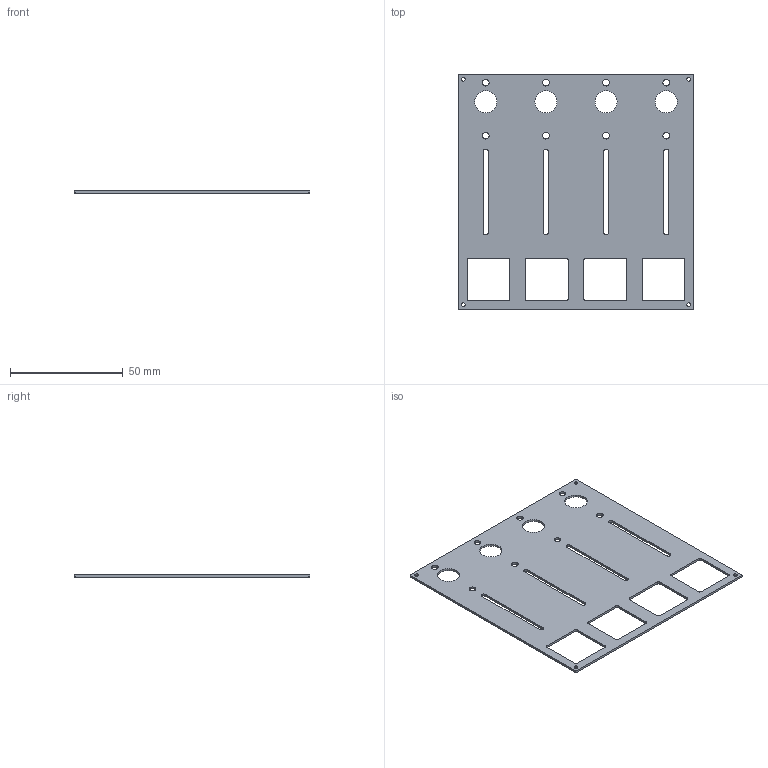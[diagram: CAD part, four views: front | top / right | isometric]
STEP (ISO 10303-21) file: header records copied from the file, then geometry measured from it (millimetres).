
FILE_DESCRIPTION(('KiCad electronic assembly'),'2;1');
FILE_NAME('PCBA-PBF4-FRONTPANEL-3D.step','2024-12-29T11:37:42',('Pcbnew' ),('Kicad'),'Open CASCADE STEP processor 7.6', 'KiCad to STEP converter','Unknown');
FILE_SCHEMA(('AUTOMOTIVE_DESIGN { 1 0 10303 214 1 1 1 1 }'));
Length unit declared in the file: millimetre
Products named in the file (2): PCBA-PBF4-FRONTPANEL-3D 1; PCBA-PBF4-FRONTPANEL_PCB
Assembly tree (1 placements, depth 2):
  PCBA-PBF4-FRONTPANEL-3D 1
    PCBA-PBF4-FRONTPANEL_PCB
Bounding box: 104.35 x 104.35 x 1 mm (x, y, z)
Volume: 8764.1 mm3; surface area: 18777 mm2
Topology: 1 solids, 1 shells, 74 faces, 216 edges, 144 vertices
Faces by surface type: cylinder 44, plane 30
Full cylindrical faces by diameter (mm): 1.75 x4, 3 x8, 9.8 x4
Entity records: 2621 total; most frequent: DIRECTION 456, CARTESIAN_POINT 436, ORIENTED_EDGE 432, EDGE_CURVE 216, AXIS2_PLACEMENT_3D 164, VERTEX_POINT 144, LINE 128, VECTOR 128
